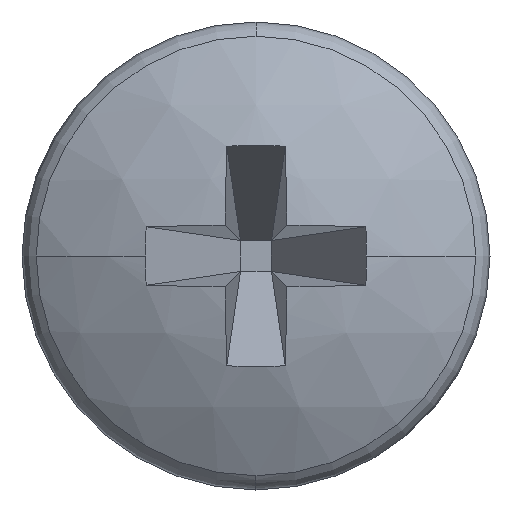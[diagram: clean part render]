
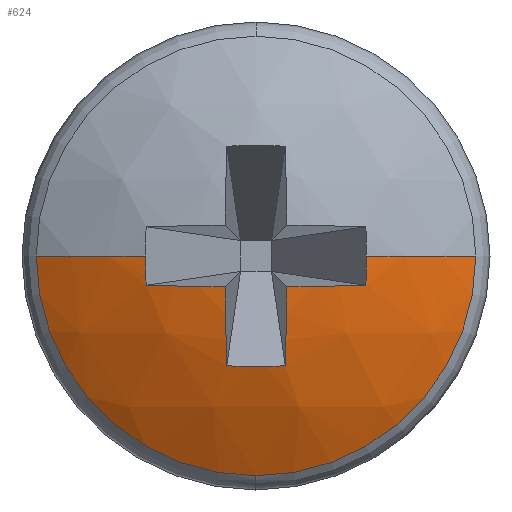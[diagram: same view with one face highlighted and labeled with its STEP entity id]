
A CAD part, left-side view. The second image highlights one B-rep face of the part: STEP entity #624.
In plain terms, the highlighted spherical face has radius 5 mm.
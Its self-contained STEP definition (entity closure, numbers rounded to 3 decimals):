
#11 = VERTEX_POINT ( 'NONE', #551 ) ;
#12 = CARTESIAN_POINT ( 'NONE',  ( 4.984, 0., 0.154 ) ) ;
#19 = VERTEX_POINT ( 'NONE', #172 ) ;
#24 = DIRECTION ( 'NONE',  ( -1., 0., 0. ) ) ;
#42 = AXIS2_PLACEMENT_3D ( 'NONE', #12, #666, #394 ) ;
#48 = CARTESIAN_POINT ( 'NONE',  ( 0.747, 0., 0. ) ) ;
#54 = CARTESIAN_POINT ( 'NONE',  ( 0.189, -0.35, -1.314 ) ) ;
#58 = DIRECTION ( 'NONE',  ( -0.812, 0.584, 0. ) ) ;
#65 = CIRCLE ( 'NONE', #42, 4.998 ) ;
#72 = EDGE_CURVE ( 'NONE', #354, #19, #527, .T. ) ;
#77 = EDGE_CURVE ( 'NONE', #84, #463, #65, .T. ) ;
#82 = CARTESIAN_POINT ( 'NONE',  ( 5., 0., 0. ) ) ;
#84 = VERTEX_POINT ( 'NONE', #118 ) ;
#86 = CIRCLE ( 'NONE', #325, 5. ) ;
#90 = DIRECTION ( 'NONE',  ( 0.584, -0.812, 0. ) ) ;
#102 = DIRECTION ( 'NONE',  ( -0.105, 0., 0.995 ) ) ;
#106 = CARTESIAN_POINT ( 'NONE',  ( 5., 0., 0. ) ) ;
#114 = CIRCLE ( 'NONE', #344, 2.629 ) ;
#118 = CARTESIAN_POINT ( 'NONE',  ( 0.027, -0.367, -0.367 ) ) ;
#120 = EDGE_CURVE ( 'NONE', #682, #463, #399, .T. ) ;
#123 = VERTEX_POINT ( 'NONE', #257 ) ;
#127 = DIRECTION ( 'NONE',  ( 0., 0., 1. ) ) ;
#151 = DIRECTION ( 'NONE',  ( 0., 0., 1. ) ) ;
#154 = VERTEX_POINT ( 'NONE', #311 ) ;
#159 = CIRCLE ( 'NONE', #619, 4.687 ) ;
#162 = CARTESIAN_POINT ( 'NONE',  ( 0.027, 0.367, -0.367 ) ) ;
#169 = DIRECTION ( 'NONE',  ( 0.584, 0.812, 0. ) ) ;
#172 = CARTESIAN_POINT ( 'NONE',  ( 0.189, 0.35, -1.314 ) ) ;
#177 = ORIENTED_EDGE ( 'NONE', *, *, #582, .F. ) ;
#183 = AXIS2_PLACEMENT_3D ( 'NONE', #301, #576, #188 ) ;
#188 = DIRECTION ( 'NONE',  ( 0.995, -0.105, 0. ) ) ;
#190 = DIRECTION ( 'NONE',  ( 0.812, 0.584, 0. ) ) ;
#221 = ORIENTED_EDGE ( 'NONE', *, *, #72, .T. ) ;
#223 = ORIENTED_EDGE ( 'NONE', *, *, #448, .T. ) ;
#225 = DIRECTION ( 'NONE',  ( 0., 0., -1. ) ) ;
#227 = ORIENTED_EDGE ( 'NONE', *, *, #270, .F. ) ;
#248 = CIRCLE ( 'NONE', #183, 4.998 ) ;
#256 = EDGE_CURVE ( 'NONE', #354, #84, #612, .T. ) ;
#257 = CARTESIAN_POINT ( 'NONE',  ( 0.747, 2.629, 0. ) ) ;
#261 = CARTESIAN_POINT ( 'NONE',  ( 0.747, 0., 0. ) ) ;
#270 = EDGE_CURVE ( 'NONE', #123, #604, #562, .T. ) ;
#274 = CARTESIAN_POINT ( 'NONE',  ( 4.984, 0., 0.154 ) ) ;
#277 = VERTEX_POINT ( 'NONE', #162 ) ;
#279 = AXIS2_PLACEMENT_3D ( 'NONE', #454, #451, #665 ) ;
#282 = DIRECTION ( 'NONE',  ( 0., 1., 0. ) ) ;
#285 = CARTESIAN_POINT ( 'NONE',  ( 3.984, -1.414, 0. ) ) ;
#292 = EDGE_CURVE ( 'NONE', #545, #277, #490, .T. ) ;
#301 = CARTESIAN_POINT ( 'NONE',  ( 4.984, -0.154, 0. ) ) ;
#311 = CARTESIAN_POINT ( 'NONE',  ( 0.747, 0., -2.629 ) ) ;
#315 = ORIENTED_EDGE ( 'NONE', *, *, #508, .T. ) ;
#319 = ORIENTED_EDGE ( 'NONE', *, *, #422, .T. ) ;
#325 = AXIS2_PLACEMENT_3D ( 'NONE', #106, #225, #282 ) ;
#340 = ORIENTED_EDGE ( 'NONE', *, *, #77, .F. ) ;
#343 = FACE_OUTER_BOUND ( 'NONE', #528, .T. ) ;
#344 = AXIS2_PLACEMENT_3D ( 'NONE', #48, #587, #151 ) ;
#354 = VERTEX_POINT ( 'NONE', #54 ) ;
#369 = DIRECTION ( 'NONE',  ( -0.105, 0.995, 0. ) ) ;
#376 = DIRECTION ( 'NONE',  ( 1., 0., 0. ) ) ;
#388 = AXIS2_PLACEMENT_3D ( 'NONE', #696, #369, #466 ) ;
#394 = DIRECTION ( 'NONE',  ( 0.995, 0., 0.105 ) ) ;
#396 = ORIENTED_EDGE ( 'NONE', *, *, #292, .F. ) ;
#399 = CIRCLE ( 'NONE', #496, 4.687 ) ;
#422 = EDGE_CURVE ( 'NONE', #545, #604, #159, .T. ) ;
#434 = EDGE_CURVE ( 'NONE', #11, #682, #86, .T. ) ;
#448 = EDGE_CURVE ( 'NONE', #123, #154, #114, .T. ) ;
#450 = ORIENTED_EDGE ( 'NONE', *, *, #434, .T. ) ;
#451 = DIRECTION ( 'NONE',  ( 0.584, 0., -0.812 ) ) ;
#452 = AXIS2_PLACEMENT_3D ( 'NONE', #703, #647, #376 ) ;
#454 = CARTESIAN_POINT ( 'NONE',  ( 3.984, 0., 1.414 ) ) ;
#462 = DIRECTION ( 'NONE',  ( 0., 0., -1. ) ) ;
#463 = VERTEX_POINT ( 'NONE', #639 ) ;
#466 = DIRECTION ( 'NONE',  ( -0.995, -0.105, 0. ) ) ;
#473 = CARTESIAN_POINT ( 'NONE',  ( 0.189, 1.314, -0.35 ) ) ;
#490 = CIRCLE ( 'NONE', #505, 4.998 ) ;
#496 = AXIS2_PLACEMENT_3D ( 'NONE', #632, #90, #190 ) ;
#497 = ORIENTED_EDGE ( 'NONE', *, *, #256, .F. ) ;
#505 = AXIS2_PLACEMENT_3D ( 'NONE', #274, #102, #651 ) ;
#508 = EDGE_CURVE ( 'NONE', #154, #11, #697, .T. ) ;
#515 = CARTESIAN_POINT ( 'NONE',  ( 0.178, -1.322, 0. ) ) ;
#523 = DIRECTION ( 'NONE',  ( 0., 1., 0. ) ) ;
#527 = CIRCLE ( 'NONE', #279, 4.687 ) ;
#528 = EDGE_LOOP ( 'NONE', ( #223, #315, #450, #698, #340, #497, #221, #177, #396, #319, #227 ) ) ;
#545 = VERTEX_POINT ( 'NONE', #473 ) ;
#547 = AXIS2_PLACEMENT_3D ( 'NONE', #82, #462, #523 ) ;
#551 = CARTESIAN_POINT ( 'NONE',  ( 0.747, -2.629, 0. ) ) ;
#560 = AXIS2_PLACEMENT_3D ( 'NONE', #261, #24, #127 ) ;
#562 = CIRCLE ( 'NONE', #452, 5. ) ;
#576 = DIRECTION ( 'NONE',  ( -0.105, -0.995, 0. ) ) ;
#578 = SPHERICAL_SURFACE ( 'NONE', #547, 5. ) ;
#582 = EDGE_CURVE ( 'NONE', #277, #19, #248, .T. ) ;
#584 = CARTESIAN_POINT ( 'NONE',  ( 0.178, 1.322, 0. ) ) ;
#587 = DIRECTION ( 'NONE',  ( -1., 0., 0. ) ) ;
#604 = VERTEX_POINT ( 'NONE', #584 ) ;
#612 = CIRCLE ( 'NONE', #388, 4.998 ) ;
#619 = AXIS2_PLACEMENT_3D ( 'NONE', #285, #169, #58 ) ;
#624 = ADVANCED_FACE ( 'NONE', ( #343 ), #578, .T. ) ;
#632 = CARTESIAN_POINT ( 'NONE',  ( 3.984, 1.414, 0. ) ) ;
#639 = CARTESIAN_POINT ( 'NONE',  ( 0.189, -1.314, -0.35 ) ) ;
#647 = DIRECTION ( 'NONE',  ( 0., 0., 1. ) ) ;
#651 = DIRECTION ( 'NONE',  ( 0.995, 0., 0.105 ) ) ;
#665 = DIRECTION ( 'NONE',  ( -0.812, 0., -0.584 ) ) ;
#666 = DIRECTION ( 'NONE',  ( -0.105, 0., 0.995 ) ) ;
#682 = VERTEX_POINT ( 'NONE', #515 ) ;
#696 = CARTESIAN_POINT ( 'NONE',  ( 4.984, 0.154, 0. ) ) ;
#697 = CIRCLE ( 'NONE', #560, 2.629 ) ;
#698 = ORIENTED_EDGE ( 'NONE', *, *, #120, .T. ) ;
#703 = CARTESIAN_POINT ( 'NONE',  ( 5., 0., 0. ) ) ;
